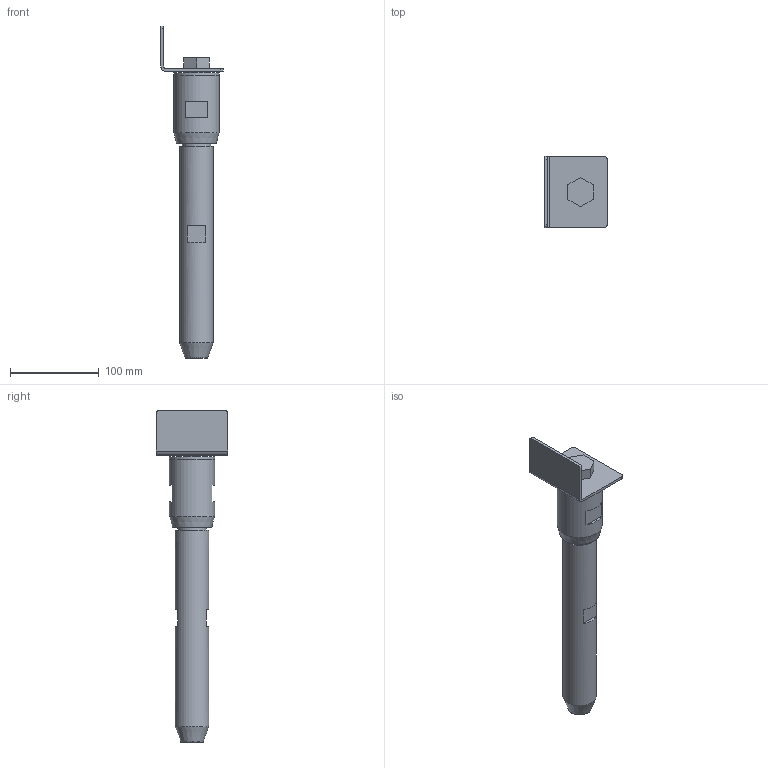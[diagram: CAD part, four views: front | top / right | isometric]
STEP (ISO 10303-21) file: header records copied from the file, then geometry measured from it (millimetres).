
FILE_DESCRIPTION (( 'STEP AP203' ), '1' );
FILE_NAME ('AKIT316ST.step', '2020-11-17T20:41:10', ( 'ADC123' ), ( 'Microsoft' ), 'SwSTEP 2.0', 'SolidWorks 2019', '' );
FILE_SCHEMA (( 'CONFIG_CONTROL_DESIGN' ));
Length unit declared in the file: inch
Products named in the file (1): AKIT316ST
Bounding box: 69.85 x 79.86 x 373.3 mm (x, y, z)
Volume: 425949.9 mm3; surface area: 94346.6 mm2
Topology: 6 solids, 6 shells, 79 faces, 163 edges, 104 vertices
Faces by surface type: plane 40, cylinder 20, bspline 15, cone 4
Full cylindrical faces by diameter (mm): 18.255 x2, 19.05 x2, 22.225 x1, 31.725 x1, 33.706 x1, 34.29 x1, 37.821 x3, 37.922 x1, 50.8 x2
Entity records: 4903 total; most frequent: CARTESIAN_POINT 3366, DIRECTION 290, ORIENTED_EDGE 246, EDGE_LOOP 128, EDGE_CURVE 123, AXIS2_PLACEMENT_3D 116, FACE_OUTER_BOUND 108, VERTEX_POINT 97
